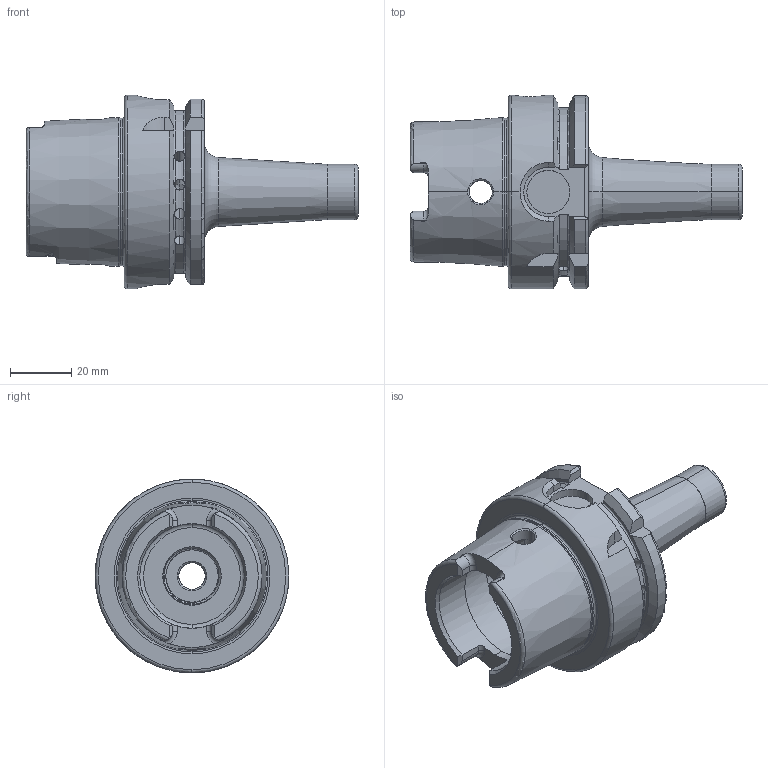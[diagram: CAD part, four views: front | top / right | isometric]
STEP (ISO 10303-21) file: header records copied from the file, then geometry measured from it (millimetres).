
FILE_DESCRIPTION (( 'STEP AP203' ), '1' );
FILE_NAME ('A63.06.10.1.STEP', '2016-10-11T00:47:42', ( '' ), ( '' ), 'SwSTEP 2.0', 'SolidWorks 2012', '' );
FILE_SCHEMA (( 'CONFIG_CONTROL_DESIGN' ));
Length unit declared in the file: millimetre
Products named in the file (1): A63.06.10.1
Bounding box: 108 x 63 x 63 mm (x, y, z)
Volume: 92844.5 mm3; surface area: 28011.6 mm2
Topology: 1 solids, 1 shells, 240 faces, 644 edges, 402 vertices
Faces by surface type: cylinder 96, plane 60, torus 35, cone 33, bspline 16
Entity records: 18593 total; most frequent: CARTESIAN_POINT 13050, ORIENTED_EDGE 1268, DIRECTION 1016, EDGE_CURVE 634, AXIS2_PLACEMENT_3D 404, VERTEX_POINT 402, EDGE_LOOP 252, ADVANCED_FACE 240
